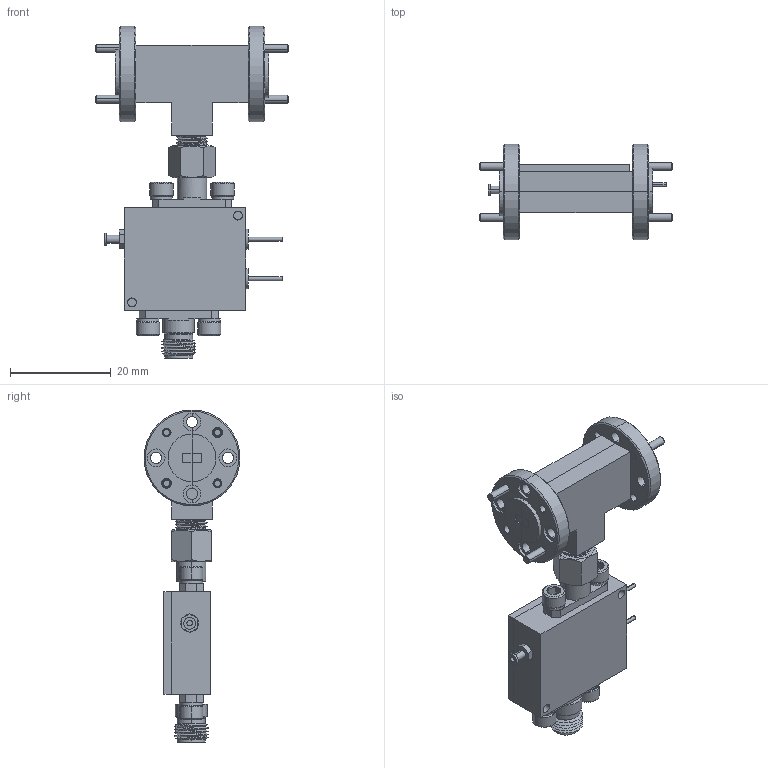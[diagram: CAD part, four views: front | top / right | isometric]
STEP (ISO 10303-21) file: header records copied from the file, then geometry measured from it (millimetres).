
FILE_DESCRIPTION (( 'STEP AP203' ), '1' );
FILE_NAME ('KS-RV Rev 1.1 DF.STEP', '2019-06-07T23:40:33', ( '' ), ( '' ), 'SwSTEP 2.0', 'SolidWorks 2016', '' );
FILE_SCHEMA (( 'CONFIG_CONTROL_DESIGN' ));
Length unit declared in the file: inch
Products named in the file (1): KS-RV Rev 1.1 DF
Bounding box: 38.23 x 19.05 x 66.01 mm (x, y, z)
Volume: 9877.5 mm3; surface area: 8473 mm2
Topology: 7 solids, 12 shells, 871 faces, 2118 edges, 1334 vertices
Faces by surface type: plane 422, cylinder 236, cone 175, bspline 36, torus 2
Entity records: 29297 total; most frequent: CARTESIAN_POINT 8915, ORIENTED_EDGE 4236, DIRECTION 4169, EDGE_CURVE 2118, AXIS2_PLACEMENT_3D 1504, VERTEX_POINT 1334, VECTOR 1161, LINE 1161
